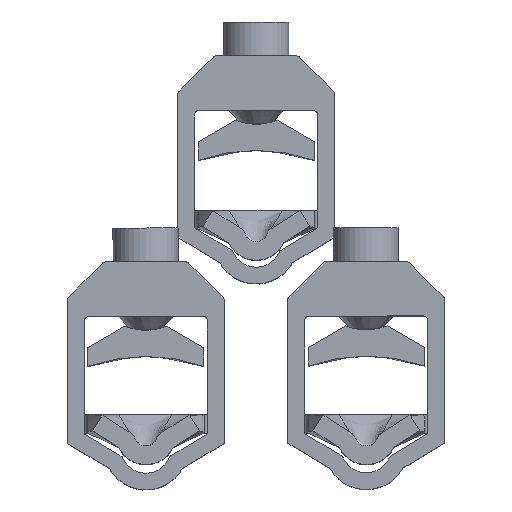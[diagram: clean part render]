
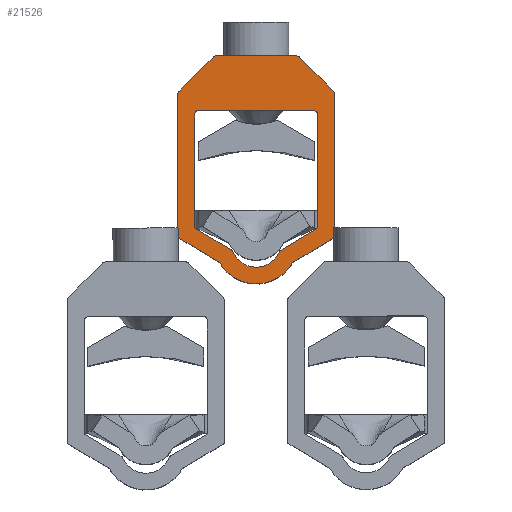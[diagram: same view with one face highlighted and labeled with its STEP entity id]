
A CAD part, top view. The second image highlights one B-rep face of the part: STEP entity #21526.
In plain terms, the highlighted planar face has unit normal (0, 0, 1).
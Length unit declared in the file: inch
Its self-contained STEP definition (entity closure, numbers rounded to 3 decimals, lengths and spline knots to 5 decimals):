
#20697=DIRECTION('',(0.,1.,0.));
#20698=VECTOR('',#20697,0.9552);
#20699=CARTESIAN_POINT('',(-3.73531,1.23517,
0.90551));
#20700=LINE('',#20699,#20698);
#20854=DIRECTION('',(0.,-1.,0.));
#20855=VECTOR('',#20854,0.9552);
#20856=CARTESIAN_POINT('',(-4.77862,2.19037,
0.90551));
#20857=LINE('',#20856,#20855);
#20896=DIRECTION('',(-0.857,0.515,0.));
#20897=VECTOR('',#20896,0.36272);
#20898=CARTESIAN_POINT('',(-4.46762,1.0485,
0.90551));
#20899=LINE('',#20898,#20897);
#20903=CARTESIAN_POINT('',(-4.48788,1.01474,
0.90551));
#20904=DIRECTION('',(0.,0.,1.));
#20905=DIRECTION('',(0.916,0.4,0.));
#20906=AXIS2_PLACEMENT_3D('',#20903,#20904,#20905);
#20911=CARTESIAN_POINT('',(-4.25696,1.11556,
0.90551));
#20912=DIRECTION('',(0.,0.,-1.));
#20913=DIRECTION('',(0.916,-0.4,0.));
#20914=AXIS2_PLACEMENT_3D('',#20911,#20912,#20913);
#20919=CARTESIAN_POINT('',(-4.02604,1.01474,
0.90551));
#20920=DIRECTION('',(0.,0.,1.));
#20921=DIRECTION('',(-0.515,0.857,0.));
#20922=AXIS2_PLACEMENT_3D('',#20919,#20920,#20921);
#20927=DIRECTION('',(-0.857,-0.515,0.));
#20928=VECTOR('',#20927,0.36272);
#20929=CARTESIAN_POINT('',(-3.73531,1.23517,
0.90551));
#20930=LINE('',#20929,#20928);
#20934=CARTESIAN_POINT('',(-3.77468,2.19037,
0.90551));
#20935=DIRECTION('',(0.,0.,-1.));
#20936=DIRECTION('',(0.,1.,0.));
#20937=AXIS2_PLACEMENT_3D('',#20934,#20935,#20936);
#20942=CARTESIAN_POINT('',(-4.73925,2.19037,
0.90551));
#20943=DIRECTION('',(0.,0.,-1.));
#20944=DIRECTION('',(-1.,0.,0.));
#20945=AXIS2_PLACEMENT_3D('',#20942,#20943,#20944);
#20950=DIRECTION('',(0.,1.,0.));
#20951=VECTOR('',#20950,1.21007);
#20952=CARTESIAN_POINT('',(-3.59358,1.15493,
0.90551));
#20953=LINE('',#20952,#20951);
#20957=DIRECTION('',(0.857,0.515,0.));
#20958=VECTOR('',#20957,0.41326);
#20959=CARTESIAN_POINT('',(-3.94791,0.94226,
0.90551));
#20960=LINE('',#20959,#20958);
#20964=CARTESIAN_POINT('',(-4.25696,1.11556,
0.90551));
#20965=DIRECTION('',(0.,0.,1.));
#20966=DIRECTION('',(-0.872,-0.489,0.));
#20967=AXIS2_PLACEMENT_3D('',#20964,#20965,#20966);
#20972=DIRECTION('',(0.857,-0.515,0.));
#20973=VECTOR('',#20972,0.41326);
#20974=CARTESIAN_POINT('',(-4.92035,1.15493,
0.90551));
#20975=LINE('',#20974,#20973);
#20979=DIRECTION('',(0.,-1.,0.));
#20980=VECTOR('',#20979,1.21007);
#20981=CARTESIAN_POINT('',(-4.92035,2.365,
0.90551));
#20982=LINE('',#20981,#20980);
#20986=CARTESIAN_POINT('',(-4.88098,2.365,
0.90551));
#20987=DIRECTION('',(0.,0.,1.));
#20988=DIRECTION('',(-0.707,0.707,0.));
#20989=AXIS2_PLACEMENT_3D('',#20986,#20987,#20988);
#20994=DIRECTION('',(-0.707,-0.707,0.));
#20995=VECTOR('',#20994,0.40445);
#20996=CARTESIAN_POINT('',(-4.62282,2.67884,
0.90551));
#20997=LINE('',#20996,#20995);
#21001=CARTESIAN_POINT('',(-4.59498,2.651,
0.90551));
#21002=DIRECTION('',(0.,0.,1.));
#21003=DIRECTION('',(0.,1.,0.));
#21004=AXIS2_PLACEMENT_3D('',#21001,#21002,#21003);
#21009=DIRECTION('',(-1.,0.,0.));
#21010=VECTOR('',#21009,0.67605);
#21011=CARTESIAN_POINT('',(-3.91894,2.69037,
0.90551));
#21012=LINE('',#21011,#21010);
#21016=CARTESIAN_POINT('',(-3.91894,2.651,
0.90551));
#21017=DIRECTION('',(0.,0.,1.));
#21018=DIRECTION('',(0.707,0.707,0.));
#21019=AXIS2_PLACEMENT_3D('',#21016,#21017,#21018);
#21024=DIRECTION('',(-0.707,0.707,0.));
#21025=VECTOR('',#21024,0.40445);
#21026=CARTESIAN_POINT('',(-3.60511,2.39284,
0.90551));
#21027=LINE('',#21026,#21025);
#21031=CARTESIAN_POINT('',(-3.63295,2.365,
0.90551));
#21032=DIRECTION('',(0.,0.,1.));
#21033=DIRECTION('',(1.,0.,0.));
#21034=AXIS2_PLACEMENT_3D('',#21031,#21032,#21033);
#21076=DIRECTION('',(-1.,0.,0.));
#21077=VECTOR('',#21076,0.96457);
#21078=CARTESIAN_POINT('',(-3.77468,2.22974,
0.90551));
#21079=LINE('',#21078,#21077);
#21219=CARTESIAN_POINT('',(-3.73531,1.23517,
0.90551));
#21221=VERTEX_POINT('',#21219);
#21222=CARTESIAN_POINT('',(-4.0463,1.0485,
0.90551));
#21224=VERTEX_POINT('',#21222);
#21227=CARTESIAN_POINT('',(-4.46762,1.0485,
0.90551));
#21229=VERTEX_POINT('',#21227);
#21231=CARTESIAN_POINT('',(-4.4518,1.0305,
0.90551));
#21233=VERTEX_POINT('',#21231);
#21238=CARTESIAN_POINT('',(-3.77468,2.22974,
0.90551));
#21239=VERTEX_POINT('',#21238);
#21240=CARTESIAN_POINT('',(-4.73925,2.22974,
0.90551));
#21241=VERTEX_POINT('',#21240);
#21243=CARTESIAN_POINT('',(-3.60511,2.39284,
0.90551));
#21245=VERTEX_POINT('',#21243);
#21248=CARTESIAN_POINT('',(-3.73531,2.19037,
0.90551));
#21249=VERTEX_POINT('',#21248);
#21278=CARTESIAN_POINT('',(-3.59358,2.365,
0.90551));
#21279=VERTEX_POINT('',#21278);
#21280=CARTESIAN_POINT('',(-3.8911,2.67884,
0.90551));
#21281=VERTEX_POINT('',#21280);
#21282=CARTESIAN_POINT('',(-3.91894,2.69037,
0.90551));
#21283=VERTEX_POINT('',#21282);
#21284=CARTESIAN_POINT('',(-4.59498,2.69037,
0.90551));
#21285=VERTEX_POINT('',#21284);
#21286=CARTESIAN_POINT('',(-4.62282,2.67884,
0.90551));
#21287=VERTEX_POINT('',#21286);
#21288=CARTESIAN_POINT('',(-4.90882,2.39284,
0.90551));
#21289=VERTEX_POINT('',#21288);
#21290=CARTESIAN_POINT('',(-4.92035,2.365,
0.90551));
#21291=VERTEX_POINT('',#21290);
#21292=CARTESIAN_POINT('',(-4.92035,1.15493,
0.90551));
#21293=VERTEX_POINT('',#21292);
#21294=CARTESIAN_POINT('',(-4.56602,0.94226,
0.90551));
#21295=VERTEX_POINT('',#21294);
#21296=CARTESIAN_POINT('',(-3.94791,0.94226,
0.90551));
#21297=VERTEX_POINT('',#21296);
#21298=CARTESIAN_POINT('',(-3.59358,1.15493,
0.90551));
#21299=VERTEX_POINT('',#21298);
#21300=CARTESIAN_POINT('',(-4.77862,2.19037,
0.90551));
#21301=CARTESIAN_POINT('',(-4.77862,1.23517,
0.90551));
#21302=VERTEX_POINT('',#21300);
#21303=VERTEX_POINT('',#21301);
#21304=CARTESIAN_POINT('',(-4.06212,1.0305,
0.90551));
#21305=VERTEX_POINT('',#21304);
#21481=CARTESIAN_POINT('',(-4.98669,0.66478,
0.90551));
#21482=DIRECTION('',(0.,0.,1.));
#21483=DIRECTION('',(1.,0.,0.));
#21484=AXIS2_PLACEMENT_3D('',#21481,#21482,#21483);
#21485=PLANE('',#21484);
#21487=ORIENTED_EDGE('',*,*,#21486,.F.);
#21489=ORIENTED_EDGE('',*,*,#21488,.F.);
#21491=ORIENTED_EDGE('',*,*,#21490,.F.);
#21493=ORIENTED_EDGE('',*,*,#21492,.F.);
#21495=ORIENTED_EDGE('',*,*,#21494,.F.);
#21497=ORIENTED_EDGE('',*,*,#21496,.F.);
#21499=ORIENTED_EDGE('',*,*,#21498,.F.);
#21501=ORIENTED_EDGE('',*,*,#21500,.F.);
#21503=ORIENTED_EDGE('',*,*,#21502,.F.);
#21505=ORIENTED_EDGE('',*,*,#21504,.F.);
#21507=ORIENTED_EDGE('',*,*,#21506,.F.);
#21509=ORIENTED_EDGE('',*,*,#21508,.F.);
#21510=EDGE_LOOP('',(#21487,#21489,#21491,#21493,#21495,#21497,#21499,#21501,
#21503,#21505,#21507,#21509));
#21511=FACE_OUTER_BOUND('',#21510,.F.);
#21512=ORIENTED_EDGE('',*,*,#21406,.T.);
#21513=ORIENTED_EDGE('',*,*,#21420,.F.);
#21514=ORIENTED_EDGE('',*,*,#21434,.F.);
#21515=ORIENTED_EDGE('',*,*,#21448,.F.);
#21516=ORIENTED_EDGE('',*,*,#21462,.F.);
#21517=ORIENTED_EDGE('',*,*,#21475,.F.);
#21518=ORIENTED_EDGE('',*,*,#21323,.T.);
#21520=ORIENTED_EDGE('',*,*,#21519,.F.);
#21522=ORIENTED_EDGE('',*,*,#21521,.T.);
#21523=ORIENTED_EDGE('',*,*,#21391,.F.);
#21524=EDGE_LOOP('',(#21512,#21513,#21514,#21515,#21516,#21517,#21518,#21520,
#21522,#21523));
#21525=FACE_BOUND('',#21524,.F.);
#20907=CIRCLE('',#20906,0.03937);
#20915=CIRCLE('',#20914,0.2126);
#20923=CIRCLE('',#20922,0.03937);
#20938=CIRCLE('',#20937,0.03937);
#20946=CIRCLE('',#20945,0.03937);
#20968=CIRCLE('',#20967,0.35433);
#20990=CIRCLE('',#20989,0.03937);
#21005=CIRCLE('',#21004,0.03937);
#21020=CIRCLE('',#21019,0.03937);
#21035=CIRCLE('',#21034,0.03937);
#21323=EDGE_CURVE('',#21221,#21249,#20700,.T.);
#21391=EDGE_CURVE('',#21302,#21241,#20946,.T.);
#21406=EDGE_CURVE('',#21302,#21303,#20857,.T.);
#21420=EDGE_CURVE('',#21229,#21303,#20899,.T.);
#21434=EDGE_CURVE('',#21233,#21229,#20907,.T.);
#21448=EDGE_CURVE('',#21305,#21233,#20915,.T.);
#21462=EDGE_CURVE('',#21224,#21305,#20923,.T.);
#21475=EDGE_CURVE('',#21221,#21224,#20930,.T.);
#21486=EDGE_CURVE('',#21299,#21279,#20953,.T.);
#21488=EDGE_CURVE('',#21297,#21299,#20960,.T.);
#21490=EDGE_CURVE('',#21295,#21297,#20968,.T.);
#21492=EDGE_CURVE('',#21293,#21295,#20975,.T.);
#21494=EDGE_CURVE('',#21291,#21293,#20982,.T.);
#21496=EDGE_CURVE('',#21289,#21291,#20990,.T.);
#21498=EDGE_CURVE('',#21287,#21289,#20997,.T.);
#21500=EDGE_CURVE('',#21285,#21287,#21005,.T.);
#21502=EDGE_CURVE('',#21283,#21285,#21012,.T.);
#21504=EDGE_CURVE('',#21281,#21283,#21020,.T.);
#21506=EDGE_CURVE('',#21245,#21281,#21027,.T.);
#21508=EDGE_CURVE('',#21279,#21245,#21035,.T.);
#21519=EDGE_CURVE('',#21239,#21249,#20938,.T.);
#21521=EDGE_CURVE('',#21239,#21241,#21079,.T.);
#21526=ADVANCED_FACE('',(#21511,#21525),#21485,.T.);
